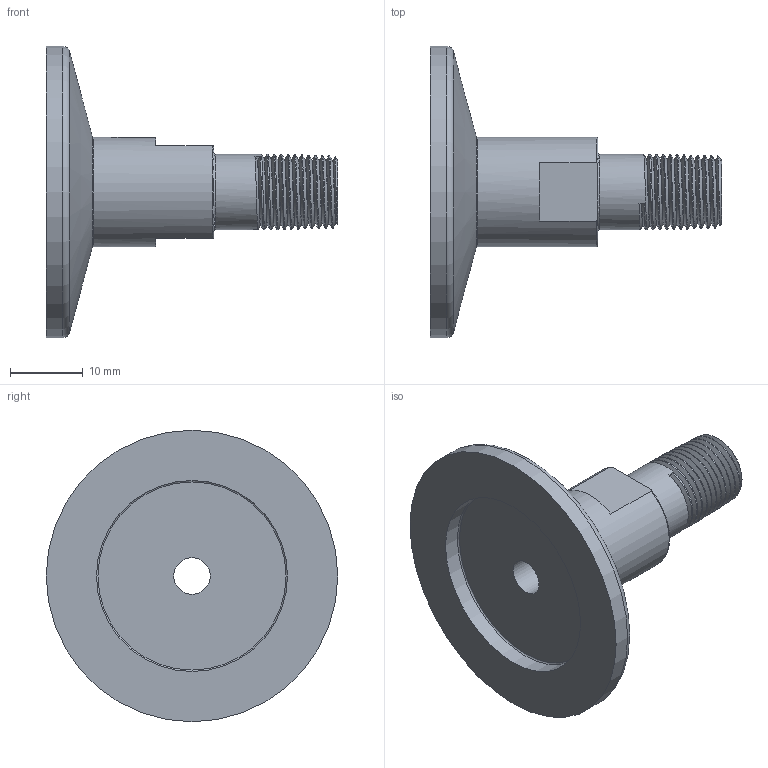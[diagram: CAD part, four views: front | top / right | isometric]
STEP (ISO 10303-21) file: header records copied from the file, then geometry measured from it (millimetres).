
FILE_DESCRIPTION (( 'STEP AP214' ), '1' );
FILE_NAME ('1KF25NM18.STEP', '2024-12-04T12:38:29', ( '' ), ( '' ), 'SwSTEP 2.0', 'SolidWorks 2017', '' );
FILE_SCHEMA (( 'AUTOMOTIVE_DESIGN' ));
Length unit declared in the file: millimetre
Products named in the file (1): 1KF25NM18
Bounding box: 40 x 40 x 40 mm (x, y, z)
Volume: 7935.7 mm3; surface area: 5184.3 mm2
Topology: 1 solids, 1 shells, 33 faces, 84 edges, 55 vertices
Faces by surface type: cylinder 10, plane 10, torus 6, cone 4, bspline 3
Full cylindrical faces by diameter (mm): 5 x1, 10.34 x5, 15 x1, 26.2 x1, 40 x1
Entity records: 7885 total; most frequent: CARTESIAN_POINT 7287, DIRECTION 111, ORIENTED_EDGE 104, EDGE_CURVE 52, AXIS2_PLACEMENT_3D 50, EDGE_LOOP 43, VERTEX_POINT 39, FACE_OUTER_BOUND 37
